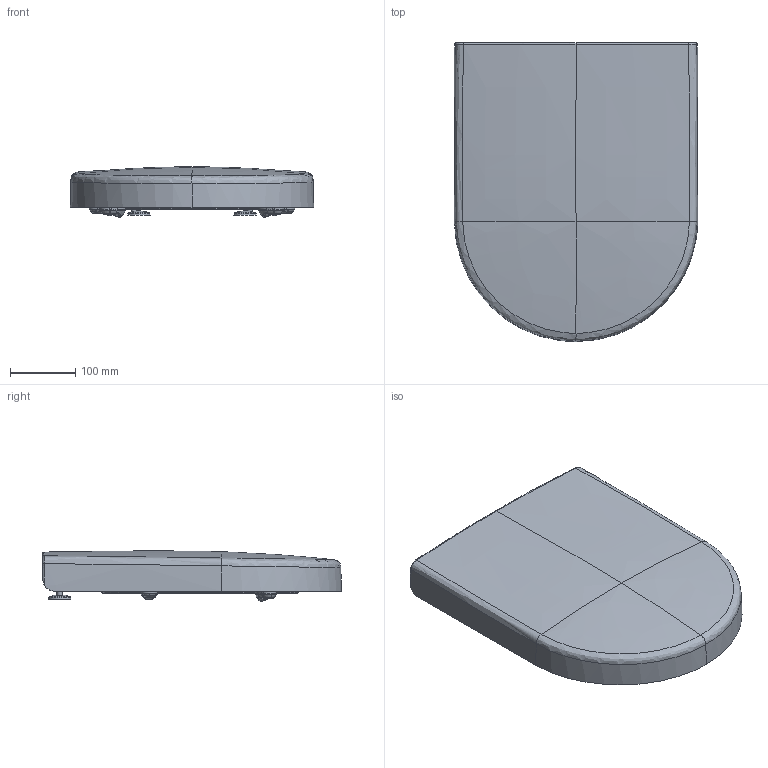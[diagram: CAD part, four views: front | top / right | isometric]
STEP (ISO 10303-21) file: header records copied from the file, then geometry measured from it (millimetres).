
FILE_DESCRIPTION(/* description */ (''),/* implementation_level */ '2;1');
FILE_NAME(/* name */ '9M51B1_WCS.stp',/* time_stamp */ '2021-10-26T15:02:46+02:00',/* author */ (''),/* organization */ (''),/* preprocessor_version */ 'ST-DEVELOPER v18.1',/* originating_system */ 'SIEMENS PLM Software NX 1973',/* authorisation */ '');
FILE_SCHEMA (('AUTOMOTIVE_DESIGN { 1 0 10303 214 3 1 1 1 }'));
Products named in the file (1): Muel53B0176Bknig
Bounding box: 373.93 x 459.52 x 77.61 mm (x, y, z)
Volume: 1996711.1 mm3; surface area: 702440.6 mm2
Topology: 9 solids, 10 shells, 780 faces, 1862 edges, 1079 vertices
Faces by surface type: bspline 494, cylinder 105, torus 56, plane 56, cone 46, sphere 10, extrusion 9, revolution 4
Full cylindrical faces by diameter (mm): 6.4 x2, 8 x4, 8.1 x2, 8.2 x2, 25 x2, 27.528 x2, 32.25 x2
Entity records: 102131 total; most frequent: CARTESIAN_POINT 88303, ORIENTED_EDGE 3542, EDGE_CURVE 1771, DIRECTION 1648, VERTEX_POINT 1050, B_SPLINE_CURVE_WITH_KNOTS 977, EDGE_LOOP 833, ADVANCED_FACE 780
